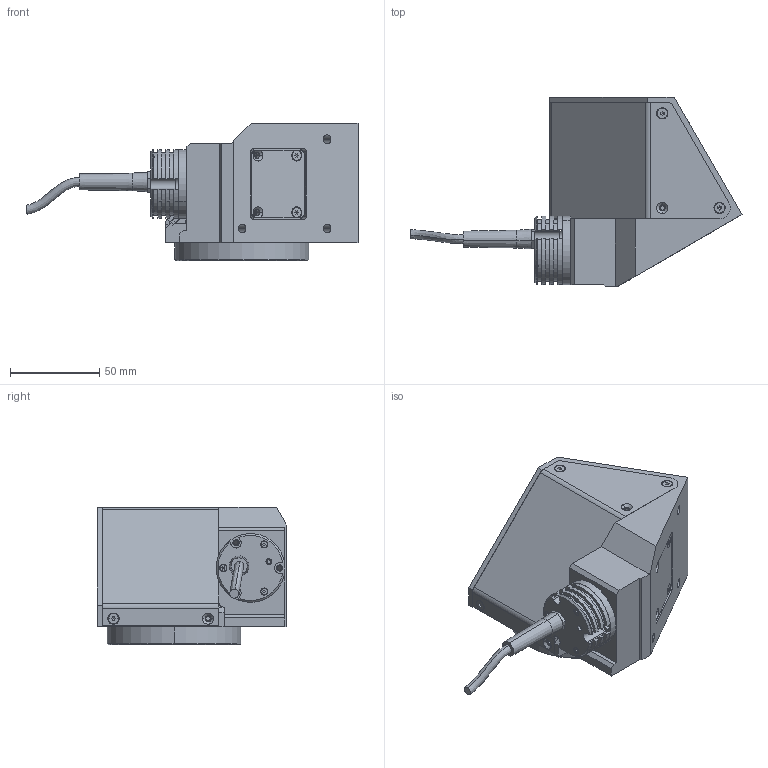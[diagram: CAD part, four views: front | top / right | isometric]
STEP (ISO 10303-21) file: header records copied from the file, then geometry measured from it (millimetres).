
FILE_DESCRIPTION (( 'STEP AP214' ), '1' );
FILE_NAME ('LTCLCR048.STEP', '2015-07-28T09:58:46', ( '' ), ( '' ), 'SwSTEP 2.0', 'SolidWorks 2013', '' );
FILE_SCHEMA (( 'AUTOMOTIVE_DESIGN' ));
Length unit declared in the file: millimetre
Products named in the file (1): LTCLCR048
Bounding box: 186.02 x 106 x 76.86 mm (x, y, z)
Surface area: 61164 mm2 (no closed solid volume)
Topology: 0 solids, 32 shells, 392 faces, 1263 edges, 878 vertices
Faces by surface type: plane 184, cylinder 142, cone 56, torus 6, sphere 2, bspline 2
Entity records: 18366 total; most frequent: CARTESIAN_POINT 2734, DIRECTION 2489, ORIENTED_EDGE 2053, EDGE_CURVE 1247, VERTEX_POINT 878, AXIS2_PLACEMENT_3D 869, LINE 751, VECTOR 751
